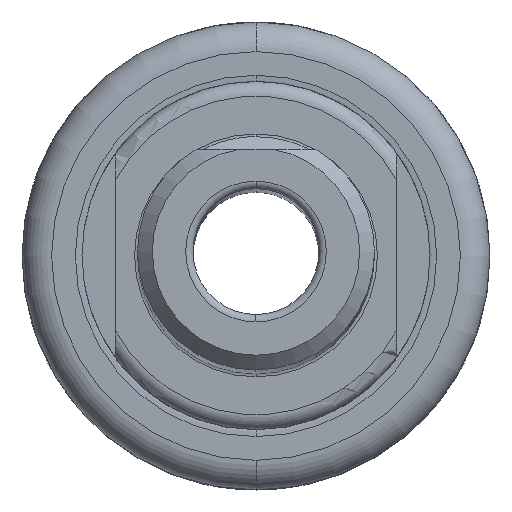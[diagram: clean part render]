
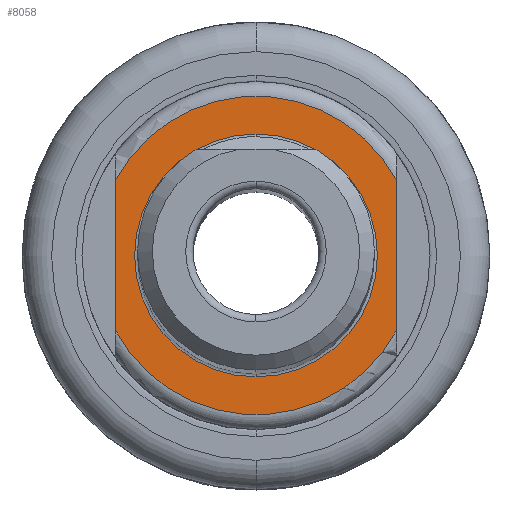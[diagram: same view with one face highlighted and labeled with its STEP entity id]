
A CAD part, top view. The second image highlights one B-rep face of the part: STEP entity #8058.
In plain terms, the highlighted planar face has unit normal (0, 0, 1).
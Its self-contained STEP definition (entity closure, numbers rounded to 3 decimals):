
#2222=CARTESIAN_POINT('',(0,0,-78.5));
#2223=DIRECTION('',(0,0,1));
#2224=DIRECTION('',(-0.884,-0.468,0));
#2225=AXIS2_PLACEMENT_3D('',#2222,#2223,#2224);
#2266=CARTESIAN_POINT('',(0,0,-78.5));
#2267=DIRECTION('',(0,0,1));
#2268=DIRECTION('',(0.884,0.468,0));
#2269=AXIS2_PLACEMENT_3D('',#2266,#2267,#2268);
#2284=DIRECTION('',(0,-1,0));
#2285=VECTOR('',#2284,10.062);
#2286=CARTESIAN_POINT('',(-9.5,5.031,-78.5));
#2287=LINE('',#2286,#2285);
#2288=DIRECTION('',(0,-1,0));
#2289=VECTOR('',#2288,10.062);
#2290=CARTESIAN_POINT('',(9.5,5.031,-78.5));
#2291=LINE('',#2290,#2289);
#2292=CARTESIAN_POINT('',(0,0,-78.5));
#2293=DIRECTION('',(0,0,-1));
#2294=DIRECTION('',(0,1,0));
#2295=AXIS2_PLACEMENT_3D('',#2292,#2293,#2294);
#2307=CARTESIAN_POINT('',(0,0,-78.5));
#2308=DIRECTION('',(0,0,1));
#2309=DIRECTION('',(0,1,0));
#2310=AXIS2_PLACEMENT_3D('',#2307,#2308,#2309);
#3407=CARTESIAN_POINT('',(0,8.2,-78.5));
#3409=VERTEX_POINT('',#3407);
#3417=CARTESIAN_POINT('',(0,-8.2,-78.5));
#3419=VERTEX_POINT('',#3417);
#3446=CARTESIAN_POINT('',(-9.5,5.031,-78.5));
#3447=CARTESIAN_POINT('',(-9.5,-5.031,-78.5));
#3448=VERTEX_POINT('',#3446);
#3449=VERTEX_POINT('',#3447);
#3450=CARTESIAN_POINT('',(9.5,5.031,-78.5));
#3451=CARTESIAN_POINT('',(9.5,-5.031,-78.5));
#3452=VERTEX_POINT('',#3450);
#3453=VERTEX_POINT('',#3451);
#8040=CARTESIAN_POINT('',(0,0,-78.5));
#8041=DIRECTION('',(0,0,-1));
#8042=DIRECTION('',(0,-1,0));
#8043=AXIS2_PLACEMENT_3D('',#8040,#8041,#8042);
#8044=PLANE('',#8043);
#8046=ORIENTED_EDGE('',*,*,#8045,.F.);
#8047=ORIENTED_EDGE('',*,*,#8033,.F.);
#8048=ORIENTED_EDGE('',*,*,#7991,.T.);
#8049=ORIENTED_EDGE('',*,*,#8013,.F.);
#8050=EDGE_LOOP('',(#8046,#8047,#8048,#8049));
#8051=FACE_OUTER_BOUND('',#8050,.F.);
#8053=ORIENTED_EDGE('',*,*,#8052,.F.);
#8055=ORIENTED_EDGE('',*,*,#8054,.T.);
#8056=EDGE_LOOP('',(#8053,#8055));
#8057=FACE_BOUND('',#8056,.F.);
#8058=ADVANCED_FACE('',(#8051,#8057),#8044,.F.);
#2226=CIRCLE('',#2225,10.75);
#2270=CIRCLE('',#2269,10.75);
#2296=CIRCLE('',#2295,8.2);
#2311=CIRCLE('',#2310,8.2);
#7991=EDGE_CURVE('',#3452,#3453,#2291,.T.);
#8013=EDGE_CURVE('',#3449,#3453,#2226,.T.);
#8033=EDGE_CURVE('',#3452,#3448,#2270,.T.);
#8045=EDGE_CURVE('',#3448,#3449,#2287,.T.);
#8052=EDGE_CURVE('',#3409,#3419,#2296,.T.);
#8054=EDGE_CURVE('',#3409,#3419,#2311,.T.);
